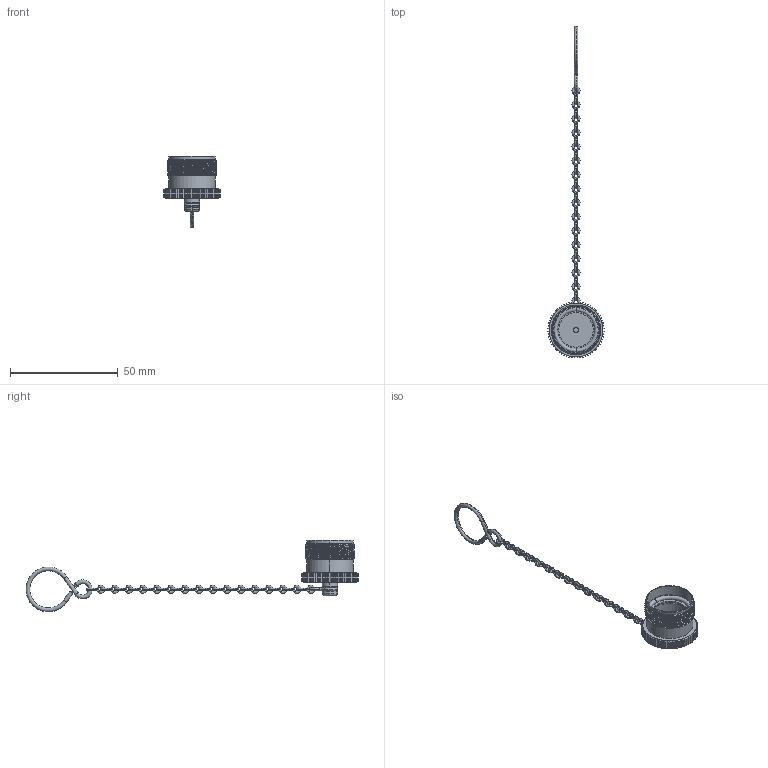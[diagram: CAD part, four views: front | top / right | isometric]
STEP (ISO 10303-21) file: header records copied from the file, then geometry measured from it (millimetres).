
FILE_DESCRIPTION(/* description */ (''),/* implementation_level */ '2;1');
FILE_NAME(/* name */ '08 1201 001 001 001_01-Schutzkappe.stp',/* time_stamp */ '2017-07-03T14:20:37+02:00',/* author */ (''),/* organization */ (''),/* preprocessor_version */ 'ST-DEVELOPER v16',/* originating_system */ 'SIEMENS PLM Software NX 11.0',/* authorisation */ '');
FILE_SCHEMA (('AUTOMOTIVE_DESIGN { 1 0 10303 214 3 1 1 1 }'));
Length unit declared in the file: millimetre
Products named in the file (1): smag1BC09891iium
Bounding box: 25.98 x 154 x 33.11 mm (x, y, z)
Volume: 3208.5 mm3; surface area: 6206.8 mm2
Topology: 1 solids, 1 shells, 872 faces, 2041 edges, 1182 vertices
Faces by surface type: cylinder 269, plane 243, cone 136, bspline 127, torus 81, sphere 16
Entity records: 40069 total; most frequent: CARTESIAN_POINT 21429, ORIENTED_EDGE 4082, DIRECTION 3678, EDGE_CURVE 2041, AXIS2_PLACEMENT_3D 1589, VERTEX_POINT 1182, EDGE_LOOP 883, ADVANCED_FACE 872
